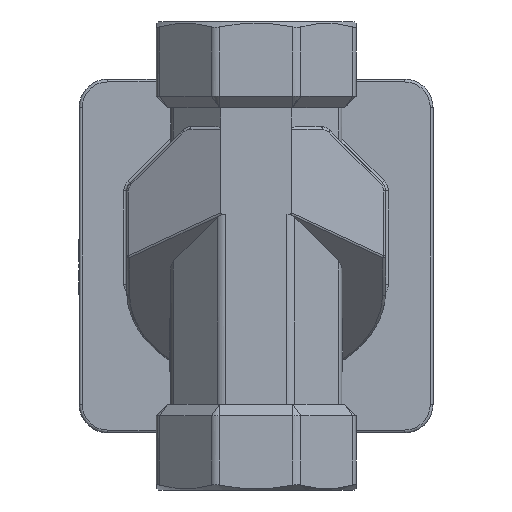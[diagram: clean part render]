
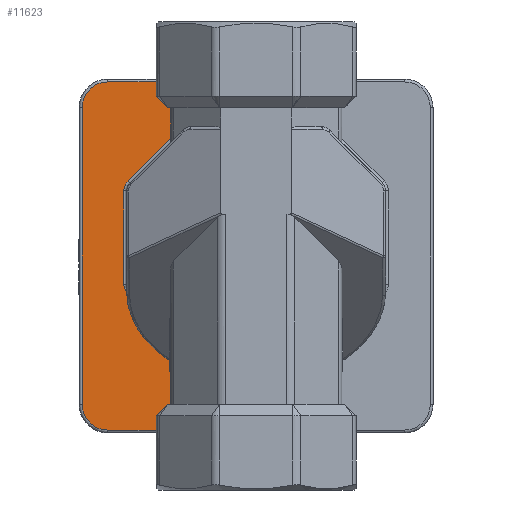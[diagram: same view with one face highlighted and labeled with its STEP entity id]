
A CAD part, front view. The second image highlights one B-rep face of the part: STEP entity #11623.
In plain terms, the highlighted planar face has unit normal (0, -1, 0).
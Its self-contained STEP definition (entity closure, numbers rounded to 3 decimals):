
#445=B_SPLINE_CURVE_WITH_KNOTS('',3,(#19495,#19496,#19497,#19498,#19499,
#19500,#19501,#19502,#19503,#19504,#19505,#19506,#19507,#19508,#19509,#19510,
#19511,#19512,#19513,#19514,#19515),.UNSPECIFIED.,.F.,.F.,(4,1,1,1,1,1,
1,1,1,1,1,1,1,1,1,1,1,1,4),(-7.552,-6.933,-6.277,
-5.622,-4.966,-4.311,-3.983,
-3.655,-3.492,-3.328,-3.246,
-3.164,-3.082,-3.051,-3.041,
-3.02,-3.01,-3.005,-3.),
 .UNSPECIFIED.);
#446=B_SPLINE_CURVE_WITH_KNOTS('',3,(#19517,#19518,#19519,#19520,#19521),
 .UNSPECIFIED.,.F.,.F.,(4,1,4),(-0.521,-0.223,-0.041),
 .UNSPECIFIED.);
#793=PLANE('',#12673);
#1296=FACE_OUTER_BOUND('',#2003,.T.);
#2003=EDGE_LOOP('',(#9014,#9015,#9016,#9017,#9018,#9019,#9020,#9021,#9022,
#9023,#9024,#9025,#9026,#9027,#9028,#9029,#9030,#9031,#9032,#9033,#9034));
#2855=LINE('',#19461,#3726);
#2856=LINE('',#19470,#3727);
#2858=LINE('',#19482,#3729);
#2859=LINE('',#19485,#3730);
#2860=LINE('',#19487,#3731);
#2861=LINE('',#19489,#3732);
#2862=LINE('',#19491,#3733);
#2863=LINE('',#19493,#3734);
#2864=LINE('',#19523,#3735);
#2865=LINE('',#19527,#3736);
#2866=LINE('',#19531,#3737);
#2867=LINE('',#19533,#3738);
#2868=LINE('',#19535,#3739);
#2869=LINE('',#19537,#3740);
#2870=LINE('',#19538,#3741);
#3726=VECTOR('',#14906,10.);
#3727=VECTOR('',#14919,10.);
#3729=VECTOR('',#14933,10.);
#3730=VECTOR('',#14936,10.);
#3731=VECTOR('',#14937,10.);
#3732=VECTOR('',#14938,10.);
#3733=VECTOR('',#14939,10.);
#3734=VECTOR('',#14940,10.);
#3735=VECTOR('',#14941,10.);
#3736=VECTOR('',#14944,10.);
#3737=VECTOR('',#14947,10.);
#3738=VECTOR('',#14948,10.);
#3739=VECTOR('',#14949,10.);
#3740=VECTOR('',#14950,10.);
#3741=VECTOR('',#14951,10.);
#4323=CIRCLE('',#12664,9.);
#4327=CIRCLE('',#12670,9.);
#4328=CIRCLE('',#12674,5.);
#4329=CIRCLE('',#12675,5.);
#5111=VERTEX_POINT('',#19454);
#5114=VERTEX_POINT('',#19459);
#5115=VERTEX_POINT('',#19463);
#5116=VERTEX_POINT('',#19468);
#5117=VERTEX_POINT('',#19472);
#5119=VERTEX_POINT('',#19478);
#5121=VERTEX_POINT('',#19484);
#5122=VERTEX_POINT('',#19486);
#5123=VERTEX_POINT('',#19488);
#5124=VERTEX_POINT('',#19490);
#5125=VERTEX_POINT('',#19492);
#5126=VERTEX_POINT('',#19494);
#5127=VERTEX_POINT('',#19516);
#5128=VERTEX_POINT('',#19522);
#5129=VERTEX_POINT('',#19524);
#5130=VERTEX_POINT('',#19526);
#5131=VERTEX_POINT('',#19528);
#5132=VERTEX_POINT('',#19530);
#5133=VERTEX_POINT('',#19532);
#5134=VERTEX_POINT('',#19534);
#5135=VERTEX_POINT('',#19536);
#6477=EDGE_CURVE('',#5114,#5111,#2855,.T.);
#6480=EDGE_CURVE('',#5111,#5115,#4323,.T.);
#6482=EDGE_CURVE('',#5115,#5116,#2856,.T.);
#6485=EDGE_CURVE('',#5116,#5117,#4327,.T.);
#6488=EDGE_CURVE('',#5117,#5119,#2858,.T.);
#6489=EDGE_CURVE('',#5114,#5121,#2859,.T.);
#6490=EDGE_CURVE('',#5122,#5121,#2860,.F.);
#6491=EDGE_CURVE('',#5122,#5123,#2861,.T.);
#6492=EDGE_CURVE('',#5123,#5124,#2862,.T.);
#6493=EDGE_CURVE('',#5124,#5125,#2863,.T.);
#6494=EDGE_CURVE('',#5126,#5125,#445,.T.);
#6495=EDGE_CURVE('',#5127,#5126,#446,.T.);
#6496=EDGE_CURVE('',#5128,#5127,#2864,.T.);
#6497=EDGE_CURVE('',#5129,#5128,#4328,.T.);
#6498=EDGE_CURVE('',#5130,#5129,#2865,.T.);
#6499=EDGE_CURVE('',#5131,#5130,#4329,.T.);
#6500=EDGE_CURVE('',#5132,#5131,#2866,.T.);
#6501=EDGE_CURVE('',#5132,#5133,#2867,.T.);
#6502=EDGE_CURVE('',#5133,#5134,#2868,.T.);
#6503=EDGE_CURVE('',#5135,#5134,#2869,.F.);
#6504=EDGE_CURVE('',#5135,#5119,#2870,.T.);
#9014=ORIENTED_EDGE('',*,*,#6488,.F.);
#9015=ORIENTED_EDGE('',*,*,#6485,.F.);
#9016=ORIENTED_EDGE('',*,*,#6482,.F.);
#9017=ORIENTED_EDGE('',*,*,#6480,.F.);
#9018=ORIENTED_EDGE('',*,*,#6477,.F.);
#9019=ORIENTED_EDGE('',*,*,#6489,.T.);
#9020=ORIENTED_EDGE('',*,*,#6490,.F.);
#9021=ORIENTED_EDGE('',*,*,#6491,.T.);
#9022=ORIENTED_EDGE('',*,*,#6492,.T.);
#9023=ORIENTED_EDGE('',*,*,#6493,.T.);
#9024=ORIENTED_EDGE('',*,*,#6494,.F.);
#9025=ORIENTED_EDGE('',*,*,#6495,.F.);
#9026=ORIENTED_EDGE('',*,*,#6496,.F.);
#9027=ORIENTED_EDGE('',*,*,#6497,.F.);
#9028=ORIENTED_EDGE('',*,*,#6498,.F.);
#9029=ORIENTED_EDGE('',*,*,#6499,.F.);
#9030=ORIENTED_EDGE('',*,*,#6500,.F.);
#9031=ORIENTED_EDGE('',*,*,#6501,.T.);
#9032=ORIENTED_EDGE('',*,*,#6502,.T.);
#9033=ORIENTED_EDGE('',*,*,#6503,.F.);
#9034=ORIENTED_EDGE('',*,*,#6504,.T.);
#11623=ADVANCED_FACE('',(#1296),#793,.F.);
#12664=AXIS2_PLACEMENT_3D('',#19466,#14913,#14914);
#12670=AXIS2_PLACEMENT_3D('',#19476,#14926,#14927);
#12673=AXIS2_PLACEMENT_3D('',#19483,#14934,#14935);
#12674=AXIS2_PLACEMENT_3D('',#19525,#14942,#14943);
#12675=AXIS2_PLACEMENT_3D('',#19529,#14945,#14946);
#14906=DIRECTION('',(-1.,0.,0.));
#14913=DIRECTION('center_axis',(0.,1.,0.));
#14914=DIRECTION('ref_axis',(-0.707,0.,-0.707));
#14919=DIRECTION('',(0.,0.,1.));
#14926=DIRECTION('center_axis',(0.,1.,0.));
#14927=DIRECTION('ref_axis',(-0.707,0.,0.707));
#14933=DIRECTION('',(1.,0.,0.));
#14934=DIRECTION('center_axis',(0.,1.,0.));
#14935=DIRECTION('ref_axis',(0.,0.,1.));
#14936=DIRECTION('',(0.,0.,1.));
#14937=DIRECTION('',(0.816,0.,0.577));
#14938=DIRECTION('',(1.,0.,0.));
#14939=DIRECTION('',(0.,0.,1.));
#14940=DIRECTION('',(-1.,0.,0.));
#14941=DIRECTION('',(0.,0.,-1.));
#14942=DIRECTION('center_axis',(0.,-1.,0.));
#14943=DIRECTION('ref_axis',(-0.924,0.,0.383));
#14944=DIRECTION('',(-0.707,0.,-0.707));
#14945=DIRECTION('center_axis',(0.,-1.,0.));
#14946=DIRECTION('ref_axis',(-0.383,0.,0.924));
#14947=DIRECTION('',(-1.,0.,0.));
#14948=DIRECTION('',(0.,0.,1.));
#14949=DIRECTION('',(-1.,0.,0.));
#14950=DIRECTION('',(-0.816,0.,0.577));
#14951=DIRECTION('',(0.,0.,1.));
#19454=CARTESIAN_POINT('',(-52.,30.,-61.));
#19459=CARTESIAN_POINT('',(-19.497,30.,-61.));
#19461=CARTESIAN_POINT('',(31.,30.,-61.));
#19463=CARTESIAN_POINT('',(-61.,30.,-52.));
#19466=CARTESIAN_POINT('Origin',(-52.,30.,-52.));
#19468=CARTESIAN_POINT('',(-61.,30.,52.));
#19470=CARTESIAN_POINT('',(-61.,30.,-31.));
#19472=CARTESIAN_POINT('',(-52.,30.,61.));
#19476=CARTESIAN_POINT('Origin',(-52.,30.,52.));
#19478=CARTESIAN_POINT('',(-19.497,30.,61.));
#19482=CARTESIAN_POINT('',(-31.,30.,61.));
#19483=CARTESIAN_POINT('Origin',(0.,30.,0.));
#19484=CARTESIAN_POINT('',(-19.497,30.,-56.));
#19485=CARTESIAN_POINT('',(-19.497,30.,-41.));
#19486=CARTESIAN_POINT('',(-13.841,30.,-52.));
#19487=CARTESIAN_POINT('',(1.102,30.,-41.434));
#19488=CARTESIAN_POINT('',(-12.426,30.,-52.));
#19489=CARTESIAN_POINT('',(0.,30.,-52.));
#19490=CARTESIAN_POINT('',(-12.426,30.,-45.342));
#19491=CARTESIAN_POINT('',(-12.426,30.,0.));
#19492=CARTESIAN_POINT('',(-13.467,30.,-45.342));
#19493=CARTESIAN_POINT('',(0.,30.,-45.342));
#19494=CARTESIAN_POINT('',(-44.205,30.,-13.924));
#19495=CARTESIAN_POINT('Ctrl Pts',(-44.205,30.,-13.924));
#19496=CARTESIAN_POINT('Ctrl Pts',(-43.586,30.,-15.892));
#19497=CARTESIAN_POINT('Ctrl Pts',(-42.042,30.,-19.858));
#19498=CARTESIAN_POINT('Ctrl Pts',(-38.902,30.,-25.491));
#19499=CARTESIAN_POINT('Ctrl Pts',(-34.928,30.,-30.724));
#19500=CARTESIAN_POINT('Ctrl Pts',(-30.26,30.,-35.349));
#19501=CARTESIAN_POINT('Ctrl Pts',(-25.873,30.,-38.624));
#19502=CARTESIAN_POINT('Ctrl Pts',(-22.12,30.,-40.871));
#19503=CARTESIAN_POINT('Ctrl Pts',(-19.691,30.,-42.12));
#19504=CARTESIAN_POINT('Ctrl Pts',(-17.707,30.,-43.039));
#19505=CARTESIAN_POINT('Ctrl Pts',(-16.459,30.,-43.585));
#19506=CARTESIAN_POINT('Ctrl Pts',(-15.454,30.,-44.024));
#19507=CARTESIAN_POINT('Ctrl Pts',(-14.712,30.,-44.359));
#19508=CARTESIAN_POINT('Ctrl Pts',(-14.129,30.,-44.652));
#19509=CARTESIAN_POINT('Ctrl Pts',(-13.788,30.,-44.881));
#19510=CARTESIAN_POINT('Ctrl Pts',(-13.633,30.,-45.014));
#19511=CARTESIAN_POINT('Ctrl Pts',(-13.541,30.,-45.116));
#19512=CARTESIAN_POINT('Ctrl Pts',(-13.487,30.,-45.224));
#19513=CARTESIAN_POINT('Ctrl Pts',(-13.47,30.,-45.29));
#19514=CARTESIAN_POINT('Ctrl Pts',(-13.467,30.,-45.324));
#19515=CARTESIAN_POINT('Ctrl Pts',(-13.467,30.,-45.342));
#19516=CARTESIAN_POINT('',(-46.342,30.,-9.826));
#19517=CARTESIAN_POINT('Ctrl Pts',(-46.342,30.,-9.826));
#19518=CARTESIAN_POINT('Ctrl Pts',(-46.342,30.,-10.818));
#19519=CARTESIAN_POINT('Ctrl Pts',(-45.849,30.,-12.417));
#19520=CARTESIAN_POINT('Ctrl Pts',(-44.704,30.,-13.575));
#19521=CARTESIAN_POINT('Ctrl Pts',(-44.205,30.,-13.924));
#19522=CARTESIAN_POINT('',(-46.342,30.,22.781));
#19523=CARTESIAN_POINT('',(-46.342,30.,12.219));
#19524=CARTESIAN_POINT('',(-44.877,30.,26.317));
#19525=CARTESIAN_POINT('Origin',(-41.342,30.,22.781));
#19526=CARTESIAN_POINT('',(-26.317,30.,44.877));
#19527=CARTESIAN_POINT('',(-30.371,30.,40.823));
#19528=CARTESIAN_POINT('',(-22.781,30.,46.342));
#19529=CARTESIAN_POINT('Origin',(-22.781,30.,41.342));
#19530=CARTESIAN_POINT('',(-12.426,30.,46.342));
#19531=CARTESIAN_POINT('',(12.219,30.,46.342));
#19532=CARTESIAN_POINT('',(-12.426,30.,52.));
#19533=CARTESIAN_POINT('',(-12.426,30.,0.));
#19534=CARTESIAN_POINT('',(-13.841,30.,52.));
#19535=CARTESIAN_POINT('',(0.,30.,52.));
#19536=CARTESIAN_POINT('',(-19.497,30.,56.));
#19537=CARTESIAN_POINT('',(-2.315,30.,43.85));
#19538=CARTESIAN_POINT('',(-19.497,30.,41.));
